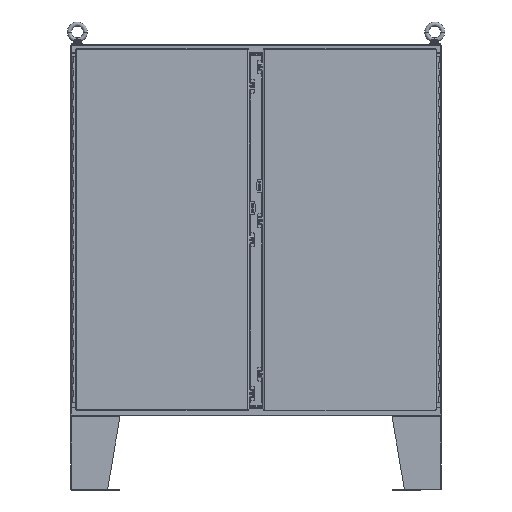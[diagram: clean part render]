
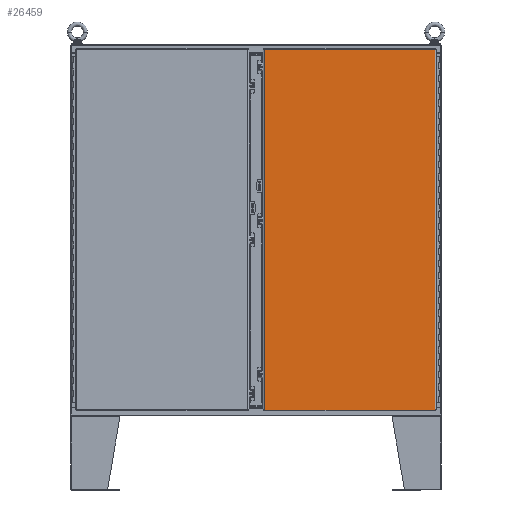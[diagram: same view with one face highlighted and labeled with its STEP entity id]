
A CAD part, front view. The second image highlights one B-rep face of the part: STEP entity #26459.
In plain terms, the highlighted planar face has unit normal (0, -1, 0).
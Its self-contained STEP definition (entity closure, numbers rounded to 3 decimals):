
#1739 = EDGE_CURVE ( 'NONE', #99254, #92155, #97523, .T. ) ;
#10180 = DIRECTION ( 'NONE',  ( 0., 0., 1. ) ) ;
#15619 = ORIENTED_EDGE ( 'NONE', *, *, #70325, .F. ) ;
#15774 = CARTESIAN_POINT ( 'NONE',  ( 29.014, -13.78, -29.045 ) ) ;
#16201 = CARTESIAN_POINT ( 'NONE',  ( 1.299, -13.78, 29.256 ) ) ;
#18947 = LINE ( 'NONE', #36041, #25432 ) ;
#22121 = EDGE_LOOP ( 'NONE', ( #56952, #93330, #72193, #15619 ) ) ;
#24078 = EDGE_CURVE ( 'NONE', #91851, #99254, #18947, .T. ) ;
#25432 = VECTOR ( 'NONE', #10180, 39.37 ) ;
#26247 = DIRECTION ( 'NONE',  ( 0., 0., -1. ) ) ;
#26459 = ADVANCED_FACE ( 'NONE', ( #104793 ), #32469, .F. ) ;
#32469 = PLANE ( 'NONE',  #88481 ) ;
#35209 = CARTESIAN_POINT ( 'NONE',  ( 1.299, -13.78, 29.256 ) ) ;
#36041 = CARTESIAN_POINT ( 'NONE',  ( 1.3, -13.78, -29.044 ) ) ;
#37761 = CARTESIAN_POINT ( 'NONE',  ( 29.014, -13.78, 29.256 ) ) ;
#40826 = CARTESIAN_POINT ( 'NONE',  ( 1.3, -13.78, -29.045 ) ) ;
#41873 = DIRECTION ( 'NONE',  ( 0., 1., 0. ) ) ;
#51847 = DIRECTION ( 'NONE',  ( 0., 0., -1. ) ) ;
#56952 = ORIENTED_EDGE ( 'NONE', *, *, #1739, .F. ) ;
#60179 = VECTOR ( 'NONE', #26247, 39.37 ) ;
#62723 = CARTESIAN_POINT ( 'NONE',  ( 29.014, -13.78, -29.044 ) ) ;
#63393 = VERTEX_POINT ( 'NONE', #15774 ) ;
#69801 = LINE ( 'NONE', #97410, #60179 ) ;
#70325 = EDGE_CURVE ( 'NONE', #92155, #63393, #69801, .T. ) ;
#71012 = DIRECTION ( 'NONE',  ( -1., 0., 0. ) ) ;
#72193 = ORIENTED_EDGE ( 'NONE', *, *, #89279, .F. ) ;
#77133 = CARTESIAN_POINT ( 'NONE',  ( 29.014, -13.78, -29.044 ) ) ;
#88481 = AXIS2_PLACEMENT_3D ( 'NONE', #77133, #41873, #51847 ) ;
#89248 = LINE ( 'NONE', #62723, #89803 ) ;
#89279 = EDGE_CURVE ( 'NONE', #63393, #91851, #89248, .T. ) ;
#89803 = VECTOR ( 'NONE', #71012, 39.37 ) ;
#91851 = VERTEX_POINT ( 'NONE', #40826 ) ;
#92155 = VERTEX_POINT ( 'NONE', #37761 ) ;
#92163 = DIRECTION ( 'NONE',  ( 1., 0., 0. ) ) ;
#93330 = ORIENTED_EDGE ( 'NONE', *, *, #24078, .F. ) ;
#97410 = CARTESIAN_POINT ( 'NONE',  ( 29.014, -13.78, 29.256 ) ) ;
#97523 = LINE ( 'NONE', #35209, #104145 ) ;
#99254 = VERTEX_POINT ( 'NONE', #16201 ) ;
#104145 = VECTOR ( 'NONE', #92163, 39.37 ) ;
#104793 = FACE_OUTER_BOUND ( 'NONE', #22121, .T. ) ;
